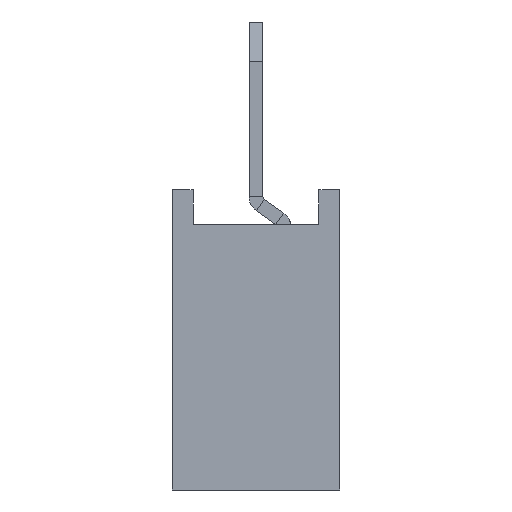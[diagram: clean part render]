
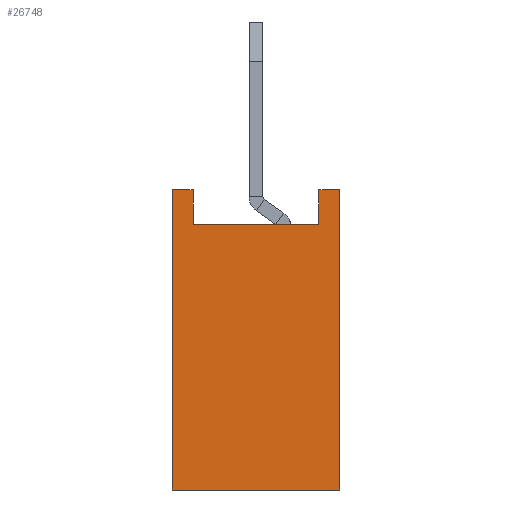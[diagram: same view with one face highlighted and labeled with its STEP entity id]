
A CAD part, left-side view. The second image highlights one B-rep face of the part: STEP entity #26748.
In plain terms, the highlighted planar face has unit normal (-1, 0, 0).
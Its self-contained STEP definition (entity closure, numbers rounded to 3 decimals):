
#752 = DIRECTION ( 'NONE',  ( 0., 0., -1. ) ) ;
#1494 = ORIENTED_EDGE ( 'NONE', *, *, #4263, .F. ) ;
#2123 = DIRECTION ( 'NONE',  ( 0., -1., 0. ) ) ;
#3282 = ORIENTED_EDGE ( 'NONE', *, *, #10016, .F. ) ;
#4263 = EDGE_CURVE ( 'NONE', #19416, #27686, #28582, .T. ) ;
#4327 = CARTESIAN_POINT ( 'NONE',  ( -2.25, 0.9, 3.8 ) ) ;
#4438 = EDGE_CURVE ( 'NONE', #4594, #9217, #21978, .T. ) ;
#4440 = PLANE ( 'NONE',  #22753 ) ;
#4594 = VERTEX_POINT ( 'NONE', #18374 ) ;
#4945 = VECTOR ( 'NONE', #15811, 1000. ) ;
#5189 = EDGE_LOOP ( 'NONE', ( #29416, #30653, #1494, #23187, #10507, #3282, #20578, #7291 ) ) ;
#5743 = VECTOR ( 'NONE', #20753, 1000. ) ;
#6899 = CARTESIAN_POINT ( 'NONE',  ( -2.25, 0.9, 4.3 ) ) ;
#7291 = ORIENTED_EDGE ( 'NONE', *, *, #4438, .F. ) ;
#7622 = CARTESIAN_POINT ( 'NONE',  ( -2.25, 0.9, 3.8 ) ) ;
#8256 = VERTEX_POINT ( 'NONE', #29964 ) ;
#8498 = LINE ( 'NONE', #16998, #24663 ) ;
#9217 = VERTEX_POINT ( 'NONE', #27008 ) ;
#9436 = VECTOR ( 'NONE', #23925, 1000. ) ;
#9732 = VECTOR ( 'NONE', #752, 1000. ) ;
#10016 = EDGE_CURVE ( 'NONE', #8256, #21391, #8498, .T. ) ;
#10306 = EDGE_CURVE ( 'NONE', #21528, #4594, #13265, .T. ) ;
#10507 = ORIENTED_EDGE ( 'NONE', *, *, #21249, .F. ) ;
#10637 = LINE ( 'NONE', #29250, #9436 ) ;
#11799 = VECTOR ( 'NONE', #20521, 1000. ) ;
#12548 = VERTEX_POINT ( 'NONE', #25900 ) ;
#12605 = VECTOR ( 'NONE', #19760, 1000. ) ;
#13265 = LINE ( 'NONE', #29555, #24585 ) ;
#14690 = LINE ( 'NONE', #6899, #11799 ) ;
#14892 = CARTESIAN_POINT ( 'NONE',  ( -2.25, -0.9, 3.8 ) ) ;
#15811 = DIRECTION ( 'NONE',  ( 0., -1., 0. ) ) ;
#16998 = CARTESIAN_POINT ( 'NONE',  ( -2.25, 1.2, 4.3 ) ) ;
#18374 = CARTESIAN_POINT ( 'NONE',  ( -2.25, -1.2, 4.3 ) ) ;
#18974 = LINE ( 'NONE', #34600, #4945 ) ;
#19416 = VERTEX_POINT ( 'NONE', #7622 ) ;
#19760 = DIRECTION ( 'NONE',  ( 0., -1., 0. ) ) ;
#20521 = DIRECTION ( 'NONE',  ( 0., 0., -1. ) ) ;
#20578 = ORIENTED_EDGE ( 'NONE', *, *, #28695, .T. ) ;
#20753 = DIRECTION ( 'NONE',  ( 0., -1., 0. ) ) ;
#21249 = EDGE_CURVE ( 'NONE', #21391, #12548, #18974, .T. ) ;
#21391 = VERTEX_POINT ( 'NONE', #27846 ) ;
#21528 = VERTEX_POINT ( 'NONE', #25870 ) ;
#21880 = DIRECTION ( 'NONE',  ( 0., 1., 0. ) ) ;
#21956 = DIRECTION ( 'NONE',  ( 0., 0., 1. ) ) ;
#21978 = LINE ( 'NONE', #24644, #9732 ) ;
#22053 = DIRECTION ( 'NONE',  ( 1., 0., 0. ) ) ;
#22753 = AXIS2_PLACEMENT_3D ( 'NONE', #33220, #22053, #21880 ) ;
#23099 = EDGE_CURVE ( 'NONE', #12548, #19416, #14690, .T. ) ;
#23187 = ORIENTED_EDGE ( 'NONE', *, *, #23099, .F. ) ;
#23925 = DIRECTION ( 'NONE',  ( 0., 0., 1. ) ) ;
#24585 = VECTOR ( 'NONE', #2123, 1000. ) ;
#24644 = CARTESIAN_POINT ( 'NONE',  ( -2.25, -1.2, 4.3 ) ) ;
#24663 = VECTOR ( 'NONE', #21956, 1000. ) ;
#25265 = LINE ( 'NONE', #25619, #12605 ) ;
#25619 = CARTESIAN_POINT ( 'NONE',  ( -2.25, 12.281, 0. ) ) ;
#25870 = CARTESIAN_POINT ( 'NONE',  ( -2.25, -0.9, 4.3 ) ) ;
#25900 = CARTESIAN_POINT ( 'NONE',  ( -2.25, 0.9, 4.3 ) ) ;
#26748 = ADVANCED_FACE ( 'NONE', ( #32515 ), #4440, .F. ) ;
#27008 = CARTESIAN_POINT ( 'NONE',  ( -2.25, -1.2, 0. ) ) ;
#27686 = VERTEX_POINT ( 'NONE', #14892 ) ;
#27846 = CARTESIAN_POINT ( 'NONE',  ( -2.25, 1.2, 4.3 ) ) ;
#28582 = LINE ( 'NONE', #4327, #5743 ) ;
#28695 = EDGE_CURVE ( 'NONE', #8256, #9217, #25265, .T. ) ;
#29250 = CARTESIAN_POINT ( 'NONE',  ( -2.25, -0.9, 4.3 ) ) ;
#29416 = ORIENTED_EDGE ( 'NONE', *, *, #10306, .F. ) ;
#29555 = CARTESIAN_POINT ( 'NONE',  ( -2.25, 0., 4.3 ) ) ;
#29964 = CARTESIAN_POINT ( 'NONE',  ( -2.25, 1.2, 0. ) ) ;
#30653 = ORIENTED_EDGE ( 'NONE', *, *, #33705, .F. ) ;
#32515 = FACE_OUTER_BOUND ( 'NONE', #5189, .T. ) ;
#33220 = CARTESIAN_POINT ( 'NONE',  ( -2.25, 12.281, 87. ) ) ;
#33705 = EDGE_CURVE ( 'NONE', #27686, #21528, #10637, .T. ) ;
#34600 = CARTESIAN_POINT ( 'NONE',  ( -2.25, 0., 4.3 ) ) ;
